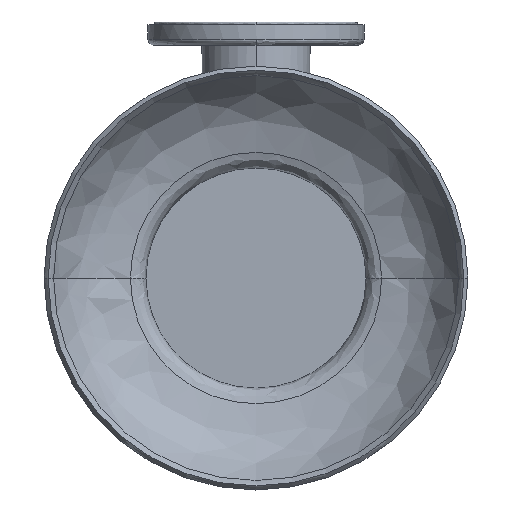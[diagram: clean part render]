
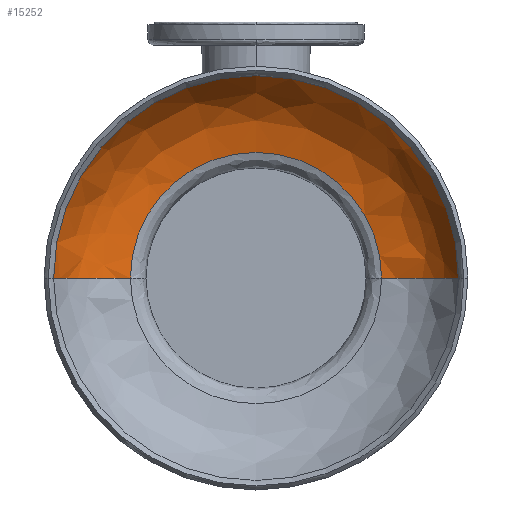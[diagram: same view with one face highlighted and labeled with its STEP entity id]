
A CAD part, front view. The second image highlights one B-rep face of the part: STEP entity #15252.
In plain terms, the highlighted free-form (B-spline) face has degree [3, 3] with [4, 4] control points.
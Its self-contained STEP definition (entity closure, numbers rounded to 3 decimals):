
#264 = DIRECTION ( 'NONE',  ( 0., 0., 1. ) ) ;
#405 = CIRCLE ( 'NONE', #16248, 49.66 ) ;
#1528 = AXIS2_PLACEMENT_3D ( 'NONE', #11776, #8517, #12979 ) ;
#1975 = EDGE_CURVE ( 'NONE', #9948, #15688, #405, .T. ) ;
#2478 = DIRECTION ( 'NONE',  ( 1., 0., 0. ) ) ;
#2761 = CARTESIAN_POINT ( 'NONE',  ( -46.533, 0., 10.837 ) ) ;
#3074 = CARTESIAN_POINT ( 'NONE',  ( 49.66, 0., 2.641 ) ) ;
#3372 = DIRECTION ( 'NONE',  ( -1., 0., 0. ) ) ;
#4482 = CARTESIAN_POINT ( 'NONE',  ( 39.556, 0., 16.155 ) ) ;
#5021 = CARTESIAN_POINT ( 'NONE',  ( 49.66, 0., 2.641 ) ) ;
#5219 = CARTESIAN_POINT ( 'NONE',  ( 49.66, -99.32, 2.641 ) ) ;
#5891 = DIRECTION ( 'NONE',  ( 0., 0., -1. ) ) ;
#5984 = CARTESIAN_POINT ( 'NONE',  ( 30.824, 0., 16.996 ) ) ;
#6236 = DIRECTION ( 'NONE',  ( -1., 0., 0. ) ) ;
#6608 = CARTESIAN_POINT ( 'NONE',  ( -49.66, -99.32, 2.641 ) ) ;
#6628 = CIRCLE ( 'NONE', #17643, 30.824 ) ;
#6718 = CARTESIAN_POINT ( 'NONE',  ( -49.66, 0., 2.641 ) ) ;
#7040 = CIRCLE ( 'NONE', #12568, 49.66 ) ;
#7141 = ORIENTED_EDGE ( 'NONE', *, *, #1975, .F. ) ;
#7575 = CARTESIAN_POINT ( 'NONE',  ( -30.824, -61.648, 16.996 ) ) ;
#7656 = CIRCLE ( 'NONE', #14560, 22.465 ) ;
#7811 = CARTESIAN_POINT ( 'NONE',  ( -49.66, 0., 2.641 ) ) ;
#7915 = EDGE_CURVE ( 'NONE', #11391, #12107, #7656, .T. ) ;
#8517 = DIRECTION ( 'NONE',  ( 0., -1., 0. ) ) ;
#9082 = EDGE_CURVE ( 'NONE', #11391, #13496, #6628, .T. ) ;
#9317 = EDGE_CURVE ( 'NONE', #13496, #9948, #12165, .T. ) ;
#9452 = DIRECTION ( 'NONE',  ( 0., 0., 1. ) ) ;
#9948 = VERTEX_POINT ( 'NONE', #7811 ) ;
#10026 = CARTESIAN_POINT ( 'NONE',  ( 0., 0., 2.641 ) ) ;
#11362 = CARTESIAN_POINT ( 'NONE',  ( -30.824, 0., 16.996 ) ) ;
#11391 = VERTEX_POINT ( 'NONE', #19240 ) ;
#11776 = CARTESIAN_POINT ( 'NONE',  ( -28.67, 0., -5.366 ) ) ;
#11858 =( BOUNDED_SURFACE ( )  B_SPLINE_SURFACE ( 3, 3, ( 
 ( #11362, #7575, #20695, #5984 ),
 ( #12562, #19104, #17501, #4482 ),
 ( #2761, #15887, #11899, #16741 ),
 ( #6718, #6608, #5219, #5021 ) ),
 .UNSPECIFIED., .F., .F., .T. ) 
 B_SPLINE_SURFACE_WITH_KNOTS ( ( 4, 4 ),
 ( 4, 4 ),
 ( 0., 1. ),
 ( 0., 1. ),
 .UNSPECIFIED. ) 
 GEOMETRIC_REPRESENTATION_ITEM ( )  RATIONAL_B_SPLINE_SURFACE ( (
 ( 1., 0.333, 0.333, 1.),
 ( 0.9, 0.3, 0.3, 0.9),
 ( 0.9, 0.3, 0.3, 0.9),
 ( 1., 0.333, 0.333, 1.) ) ) 
 REPRESENTATION_ITEM ( '' )  SURFACE ( )  );
#11899 = CARTESIAN_POINT ( 'NONE',  ( 46.533, -93.067, 10.837 ) ) ;
#12107 = VERTEX_POINT ( 'NONE', #3074 ) ;
#12165 = CIRCLE ( 'NONE', #1528, 22.465 ) ;
#12562 = CARTESIAN_POINT ( 'NONE',  ( -39.556, 0., 16.155 ) ) ;
#12568 = AXIS2_PLACEMENT_3D ( 'NONE', #10026, #264, #3372 ) ;
#12979 = DIRECTION ( 'NONE',  ( -1., 0., 0. ) ) ;
#13469 = EDGE_CURVE ( 'NONE', #15688, #12107, #7040, .T. ) ;
#13496 = VERTEX_POINT ( 'NONE', #15011 ) ;
#13727 = CARTESIAN_POINT ( 'NONE',  ( 0., 0., 2.641 ) ) ;
#13874 = CARTESIAN_POINT ( 'NONE',  ( 0., 0., 16.996 ) ) ;
#14560 = AXIS2_PLACEMENT_3D ( 'NONE', #19027, #17640, #2478 ) ;
#14564 = EDGE_LOOP ( 'NONE', ( #16177, #20662, #15069, #7141, #17617 ) ) ;
#15011 = CARTESIAN_POINT ( 'NONE',  ( -30.824, 0., 16.996 ) ) ;
#15069 = ORIENTED_EDGE ( 'NONE', *, *, #13469, .F. ) ;
#15252 = ADVANCED_FACE ( 'NONE', ( #17822 ), #11858, .F. ) ;
#15688 = VERTEX_POINT ( 'NONE', #18320 ) ;
#15887 = CARTESIAN_POINT ( 'NONE',  ( -46.533, -93.067, 10.837 ) ) ;
#16177 = ORIENTED_EDGE ( 'NONE', *, *, #9082, .F. ) ;
#16248 = AXIS2_PLACEMENT_3D ( 'NONE', #13727, #9452, #6236 ) ;
#16741 = CARTESIAN_POINT ( 'NONE',  ( 46.533, 0., 10.837 ) ) ;
#17501 = CARTESIAN_POINT ( 'NONE',  ( 39.556, -79.112, 16.155 ) ) ;
#17617 = ORIENTED_EDGE ( 'NONE', *, *, #9317, .F. ) ;
#17640 = DIRECTION ( 'NONE',  ( 0., 1., 0. ) ) ;
#17643 = AXIS2_PLACEMENT_3D ( 'NONE', #13874, #5891, #19005 ) ;
#17822 = FACE_OUTER_BOUND ( 'NONE', #14564, .T. ) ;
#18320 = CARTESIAN_POINT ( 'NONE',  ( 49.66, -0.003, 2.641 ) ) ;
#19005 = DIRECTION ( 'NONE',  ( -1., 0., 0. ) ) ;
#19027 = CARTESIAN_POINT ( 'NONE',  ( 28.67, 0., -5.366 ) ) ;
#19104 = CARTESIAN_POINT ( 'NONE',  ( -39.556, -79.112, 16.155 ) ) ;
#19240 = CARTESIAN_POINT ( 'NONE',  ( 30.824, 0., 16.996 ) ) ;
#20662 = ORIENTED_EDGE ( 'NONE', *, *, #7915, .T. ) ;
#20695 = CARTESIAN_POINT ( 'NONE',  ( 30.824, -61.648, 16.996 ) ) ;
